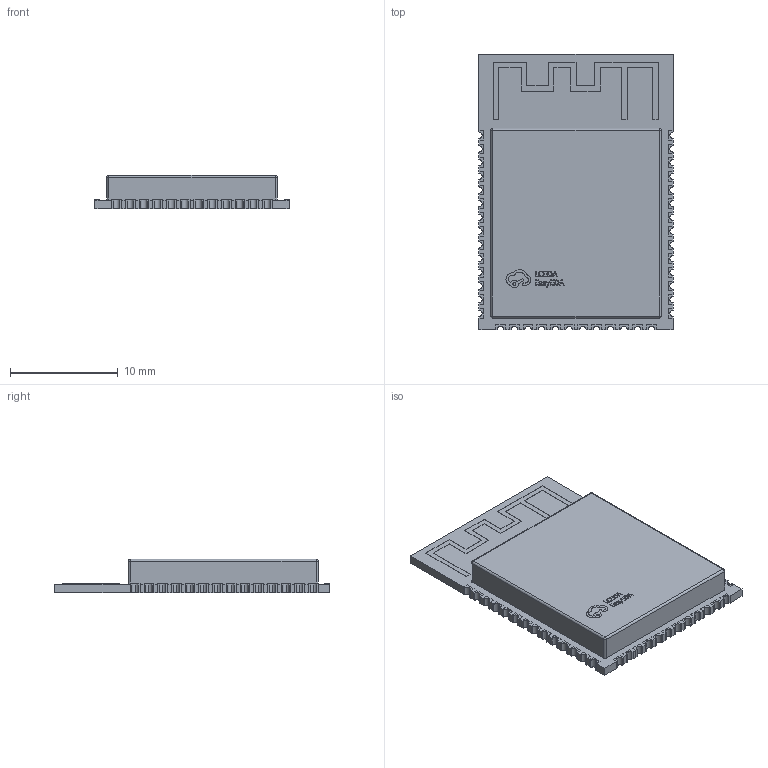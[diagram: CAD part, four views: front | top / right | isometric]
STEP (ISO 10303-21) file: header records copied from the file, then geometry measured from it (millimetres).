
FILE_DESCRIPTION (( 'STEP AP214' ), '1' );
FILE_NAME ('WIRELM-SMD_ESP32-S3-WROOM-1.step', '2022-07-15T13:41:31', ( '' ), ( '' ), 'SwSTEP 2.0', 'SolidWorks 2020', '' );
FILE_SCHEMA (( 'AUTOMOTIVE_DESIGN' ));
Length unit declared in the file: millimetre
Products named in the file (1): WIRELM-SMD_ESP32-S3-WROOM-1
Bounding box: 18 x 25.5 x 3.11 mm (x, y, z)
Volume: 1002.4 mm3; surface area: 1143.9 mm2
Topology: 14 solids, 14 shells, 881 faces, 2497 edges, 1658 vertices
Faces by surface type: plane 703, bspline 112, cylinder 62, sphere 4
Entity records: 38586 total; most frequent: CARTESIAN_POINT 7137, ORIENTED_EDGE 4986, DIRECTION 3929, EDGE_CURVE 2493, VECTOR 2141, LINE 2141, VERTEX_POINT 1658, EDGE_LOOP 911
